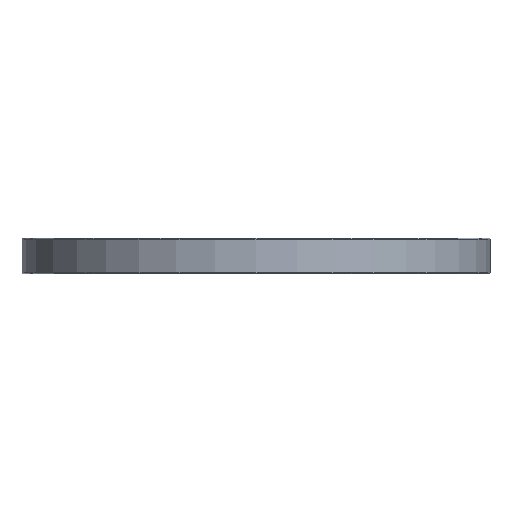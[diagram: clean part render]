
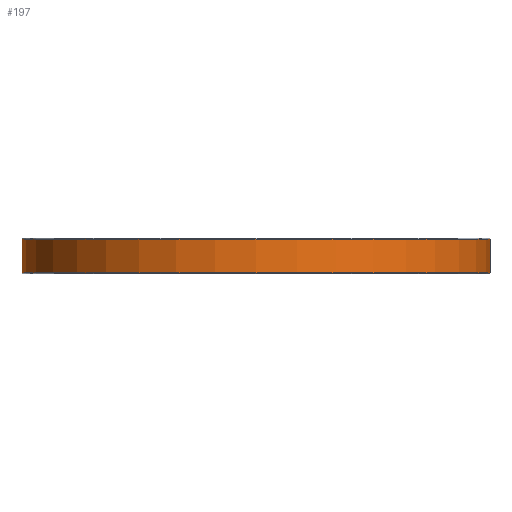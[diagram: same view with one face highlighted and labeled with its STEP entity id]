
A CAD part, front view. The second image highlights one B-rep face of the part: STEP entity #197.
In plain terms, the highlighted cylindrical face has radius 209.5 mm (diameter 419 mm), a partial arc.
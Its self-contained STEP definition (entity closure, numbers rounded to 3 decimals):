
#197 = ADVANCED_FACE ( 'NONE', ( #1820 ), #770, .T. ) ;
#207 = CARTESIAN_POINT ( 'NONE',  ( 209.5, 0., 32. ) ) ;
#214 = ORIENTED_EDGE ( 'NONE', *, *, #1836, .T. ) ;
#400 = AXIS2_PLACEMENT_3D ( 'NONE', #1446, #1980, #843 ) ;
#473 = CARTESIAN_POINT ( 'NONE',  ( 209.5, 0., 31. ) ) ;
#491 = CARTESIAN_POINT ( 'NONE',  ( -209.5, 0., 32. ) ) ;
#519 = EDGE_LOOP ( 'NONE', ( #635, #1213, #1383, #214 ) ) ;
#614 = AXIS2_PLACEMENT_3D ( 'NONE', #1847, #2254, #1667 ) ;
#635 = ORIENTED_EDGE ( 'NONE', *, *, #1177, .F. ) ;
#750 = VERTEX_POINT ( 'NONE', #473 ) ;
#770 = CYLINDRICAL_SURFACE ( 'NONE', #614, 209.5 ) ;
#843 = DIRECTION ( 'NONE',  ( 1., 0., 0. ) ) ;
#1060 = DIRECTION ( 'NONE',  ( 1., 0., 0. ) ) ;
#1069 = LINE ( 'NONE', #207, #2446 ) ;
#1107 = CARTESIAN_POINT ( 'NONE',  ( 0., 0., 31. ) ) ;
#1130 = CARTESIAN_POINT ( 'NONE',  ( 209.5, 0., 1. ) ) ;
#1177 = EDGE_CURVE ( 'NONE', #750, #2329, #1069, .T. ) ;
#1213 = ORIENTED_EDGE ( 'NONE', *, *, #1960, .T. ) ;
#1383 = ORIENTED_EDGE ( 'NONE', *, *, #1608, .T. ) ;
#1415 = VERTEX_POINT ( 'NONE', #2425 ) ;
#1446 = CARTESIAN_POINT ( 'NONE',  ( 0., 0., 1. ) ) ;
#1521 = CARTESIAN_POINT ( 'NONE',  ( -209.5, 0., 31. ) ) ;
#1531 = AXIS2_PLACEMENT_3D ( 'NONE', #1107, #2486, #1060 ) ;
#1608 = EDGE_CURVE ( 'NONE', #2125, #1415, #2280, .T. ) ;
#1650 = DIRECTION ( 'NONE',  ( 0., 0., -1. ) ) ;
#1667 = DIRECTION ( 'NONE',  ( -1., 0., 0. ) ) ;
#1820 = FACE_OUTER_BOUND ( 'NONE', #519, .T. ) ;
#1836 = EDGE_CURVE ( 'NONE', #1415, #2329, #2327, .T. ) ;
#1847 = CARTESIAN_POINT ( 'NONE',  ( 0., 0., 32. ) ) ;
#1960 = EDGE_CURVE ( 'NONE', #750, #2125, #2249, .T. ) ;
#1980 = DIRECTION ( 'NONE',  ( 0., 0., 1. ) ) ;
#2093 = DIRECTION ( 'NONE',  ( 0., 0., -1. ) ) ;
#2125 = VERTEX_POINT ( 'NONE', #1521 ) ;
#2249 = CIRCLE ( 'NONE', #1531, 209.5 ) ;
#2254 = DIRECTION ( 'NONE',  ( 0., 0., -1. ) ) ;
#2280 = LINE ( 'NONE', #491, #2531 ) ;
#2327 = CIRCLE ( 'NONE', #400, 209.5 ) ;
#2329 = VERTEX_POINT ( 'NONE', #1130 ) ;
#2425 = CARTESIAN_POINT ( 'NONE',  ( -209.5, 0., 1. ) ) ;
#2446 = VECTOR ( 'NONE', #1650, 1000. ) ;
#2486 = DIRECTION ( 'NONE',  ( 0., 0., -1. ) ) ;
#2531 = VECTOR ( 'NONE', #2093, 1000. ) ;
